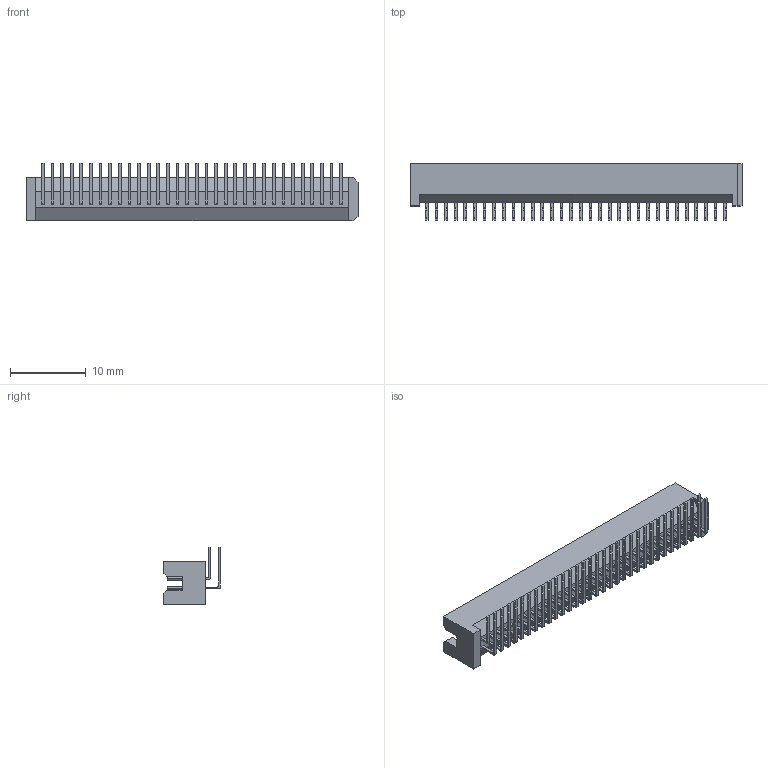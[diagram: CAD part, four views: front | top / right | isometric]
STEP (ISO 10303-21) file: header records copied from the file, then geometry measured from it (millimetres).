
FILE_DESCRIPTION (( 'STEP AP214' ), '1' );
FILE_NAME ('TFC-132-01-F-D-RA.STEP', '2020-04-20T10:20:02', ( '' ), ( '' ), 'SwSTEP 2.0', 'SolidWorks 2019', '' );
FILE_SCHEMA (( 'AUTOMOTIVE_DESIGN' ));
Length unit declared in the file: millimetre
Products named in the file (4): _TFC_132_01_L_D_RA_terminal_2; _TFC_132_01_L_D_RA_pins_4; TFC_132_01_F_D_RA; TFC-132-01-F-D-RA
Assembly tree (3 placements, depth 3):
  TFC-132-01-F-D-RA
    TFC_132_01_F_D_RA
      _TFC_132_01_L_D_RA_terminal_2
      _TFC_132_01_L_D_RA_pins_4
Bounding box: 43.81 x 7.49 x 7.62 mm (x, y, z)
Volume: 683.8 mm3; surface area: 2387.8 mm2
Topology: 2 solids, 2 shells, 812 faces, 2033 edges, 1353 vertices
Faces by surface type: plane 556, cylinder 256
Entity records: 24360 total; most frequent: CARTESIAN_POINT 4205, DIRECTION 4183, ORIENTED_EDGE 4066, EDGE_CURVE 2033, LINE 1521, VECTOR 1521, VERTEX_POINT 1353, AXIS2_PLACEMENT_3D 1331
